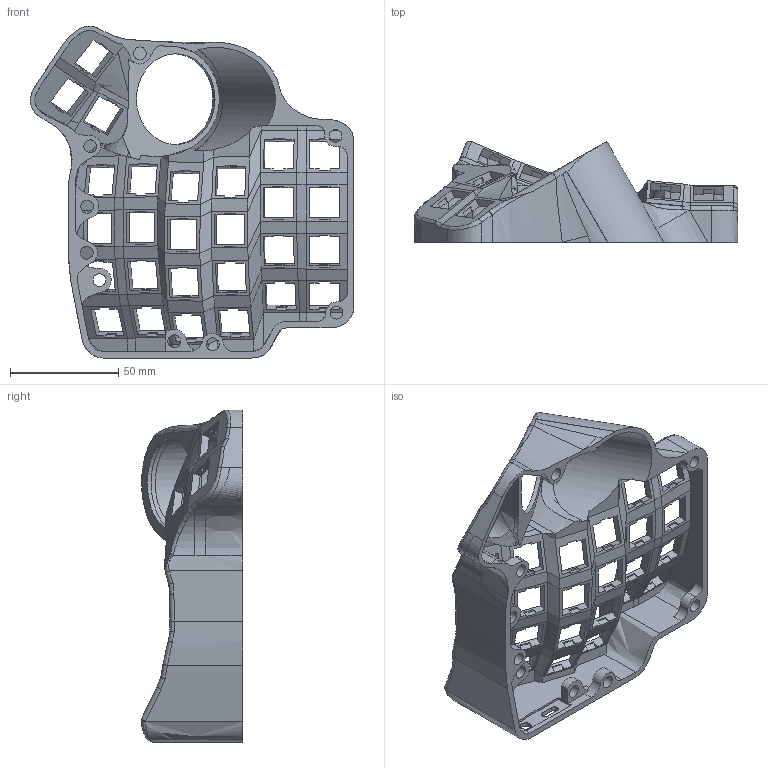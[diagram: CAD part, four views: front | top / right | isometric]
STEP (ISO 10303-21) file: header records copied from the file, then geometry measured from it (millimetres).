
FILE_DESCRIPTION(/* description */ (''),/* implementation_level */ '2;1');
FILE_NAME(/* name */ 'Charybdis3 v149.step',/* time_stamp */ '2024-02-12T10:34:01+01:00',/* author */ (''),/* organization */ (''),/* preprocessor_version */ 'ST-DEVELOPER v20',/* originating_system */ 'Autodesk Translation Framework v12.20.1.177',/* authorisation */ '');
FILE_SCHEMA (('AUTOMOTIVE_DESIGN { 1 0 10303 214 3 1 1 }'));
Length unit declared in the file: millimetre
Products named in the file (1): Charybdis3
Bounding box: 149.65 x 47.1 x 153.67 mm (x, y, z)
Volume: 84848.1 mm3; surface area: 62828.7 mm2
Topology: 1 solids, 1 shells, 913 faces, 2558 edges, 1654 vertices
Faces by surface type: plane 558, bspline 293, cylinder 62
Full cylindrical faces by diameter (mm): 5.2 x1, 5.9 x9, 42 x1
Entity records: 36710 total; most frequent: CARTESIAN_POINT 15092, ORIENTED_EDGE 5116, DIRECTION 3345, EDGE_CURVE 2558, LINE 1845, VECTOR 1845, VERTEX_POINT 1654, EDGE_LOOP 998
